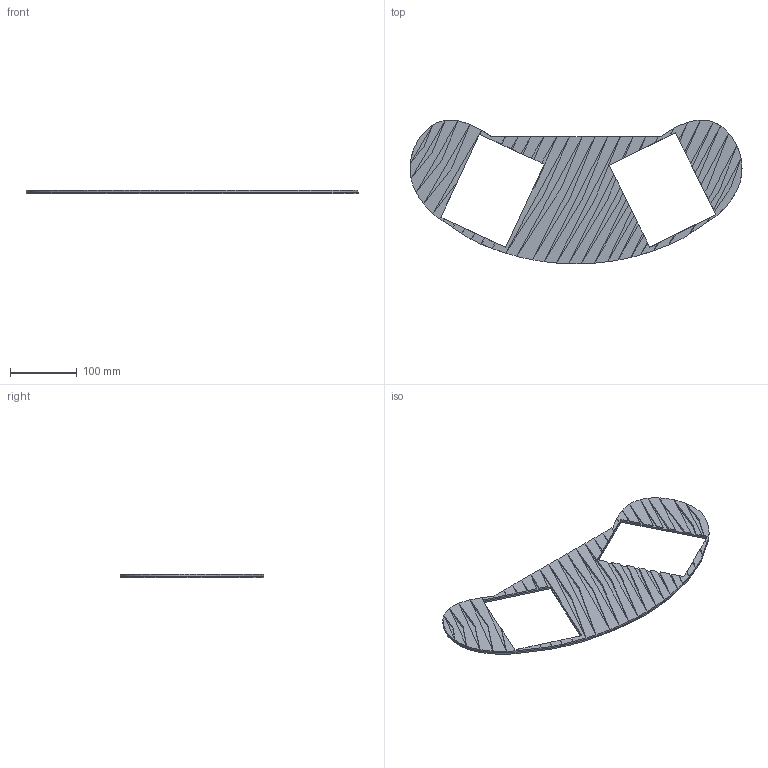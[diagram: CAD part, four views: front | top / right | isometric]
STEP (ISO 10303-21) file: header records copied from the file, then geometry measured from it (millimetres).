
FILE_DESCRIPTION(/* description */ ('STEP AP242','CAx-IF Rec.Pracs.---Representation and Presentation of Product Manufacturing Information (PMI)---4.0---2014-10-13','CAx-IF Rec.Pracs.---3D Tessellated Geometry---0.4---2014-09-14','2;1'),/* implementation_level */ '2;1');
FILE_NAME(/* name */ '68e70fbd70c44a081cd8403d',/* time_stamp */ '2025-10-09T01:28:29Z',/* author */ (''),/* organization */ (''),/* preprocessor_version */ 'ST-DEVELOPER v20',/* originating_system */ 'ONSHAPE BY PTC INC, 1.204',/* authorisation */ ' ');
FILE_SCHEMA (('AP242_MANAGED_MODEL_BASED_3D_ENGINEERING_MIM_LF { 1 0 10303 442 1 1 4 }'));
Length unit declared in the file: metre
Products named in the file (44): Part 2; Part 34; Part 18; Part 3; Part 33; Part 17; Part 4; Part 29; Part 5; Part 28; Part 6; Part 27; Part 26; Part 44; Part 7; Part 43; Part 25; Part 8; Part 42; Part 24; Part 9; Part 41; Part 23; Part 16; Part 10; Part 40; Part 14; Part 11; Part 39; Part 15; Part 12; Part 31; Part 38; Part 22; Part 13; Part 30; Part 37; Part 21; Part 32; Part 36 ...
Bounding box: 498.19 x 215.85 x 5.08 mm (x, y, z)
Volume: 232423.8 mm3; surface area: 208908.9 mm2
Topology: 44 solids, 44 shells, 307 faces, 657 edges, 438 vertices
Faces by surface type: plane 266, bspline 33, cylinder 8
Entity records: 9605 total; most frequent: CARTESIAN_POINT 2055, ORIENTED_EDGE 1314, DIRECTION 1239, EDGE_CURVE 657, LINE 575, VECTOR 575, VERTEX_POINT 438, AXIS2_PLACEMENT_3D 332
